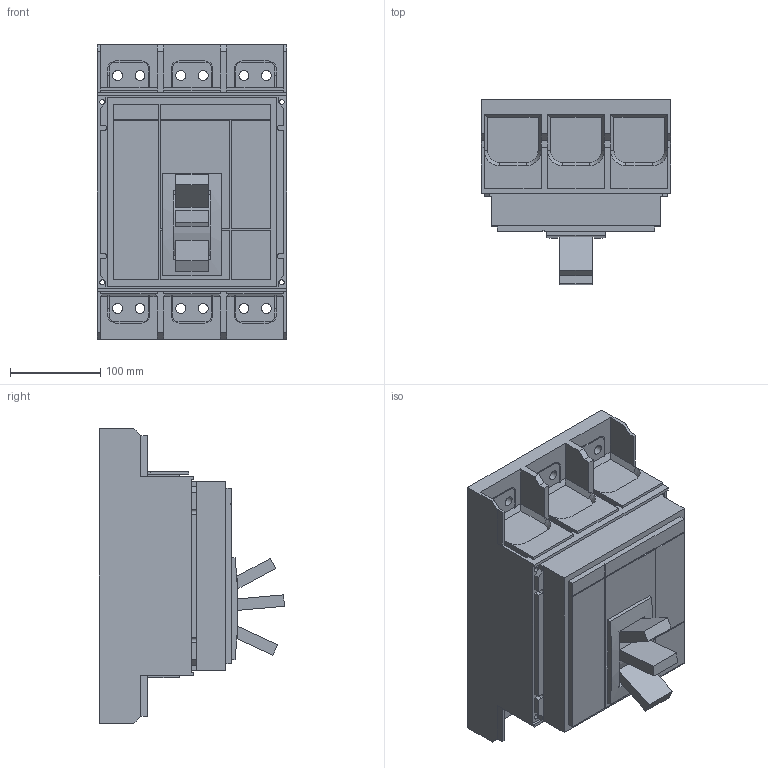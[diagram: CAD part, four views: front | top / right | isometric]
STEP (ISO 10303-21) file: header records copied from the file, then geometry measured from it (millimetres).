
FILE_DESCRIPTION(('starvars output'),'2;1');
FILE_NAME('PKF36120CU64AE1_3D.stp','13:40:49 2020/03/31',( 'Thomas Industrial Network Germany GmbH'),( 'Thomas Industrial Network Germany GmbH'),'unknown preprocess','ACIS' ,'unknown authorization');
FILE_SCHEMA(('AUTOMOTIVE_DESIGN_CC2 {UNKNOWN IMPLEMENTATION LEVEL}'));
Length unit declared in the file: millimetre
Products named in the file (1): PRODUCT_ID_2
Bounding box: 210.06 x 205.12 x 326.64 mm (x, y, z)
Volume: 6985055.4 mm3; surface area: 347637 mm2
Topology: 1 solids, 1 shells, 440 faces, 1262 edges, 818 vertices
Faces by surface type: plane 366, cylinder 62, cone 12
Entity records: 16928 total; most frequent: ORIENTED_EDGE 2524, CARTESIAN_POINT 2310, DIRECTION 1999, EDGE_CURVE 1262, VECTOR 985, LINE 985, VERTEX_POINT 818, AXIS2_PLACEMENT_3D 507
